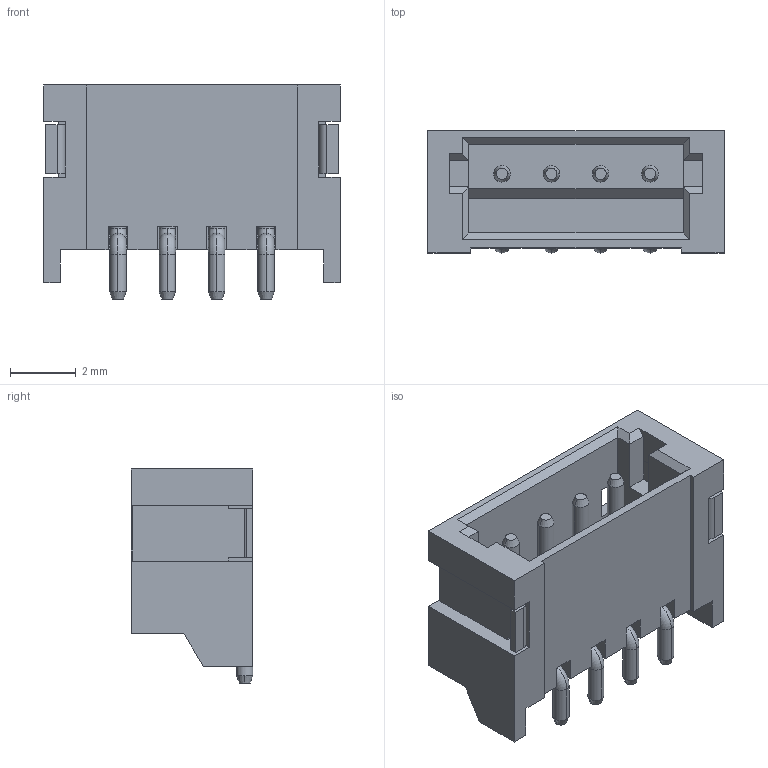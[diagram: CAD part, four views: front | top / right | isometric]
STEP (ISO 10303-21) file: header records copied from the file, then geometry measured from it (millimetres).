
FILE_DESCRIPTION (( 'STEP AP214' ), '1' );
FILE_NAME ('S4B-ZR-SM4A-TF(LF)(SN).STEP', '2020-06-19T12:39:52', ( '' ), ( '' ), 'SwSTEP 2.0', 'SolidWorks 2017', '' );
FILE_SCHEMA (( 'AUTOMOTIVE_DESIGN' ));
Length unit declared in the file: millimetre
Products named in the file (1): S4B-ZR-SM4A-TF(LF)(SN)
Bounding box: 9 x 3.7 x 6.5 mm (x, y, z)
Volume: 89.7 mm3; surface area: 368.2 mm2
Topology: 7 solids, 7 shells, 175 faces, 454 edges, 288 vertices
Faces by surface type: plane 107, cylinder 36, torus 16, cone 16
Entity records: 5416 total; most frequent: DIRECTION 926, CARTESIAN_POINT 918, ORIENTED_EDGE 908, EDGE_CURVE 454, LINE 334, VECTOR 334, AXIS2_PLACEMENT_3D 296, VERTEX_POINT 288
